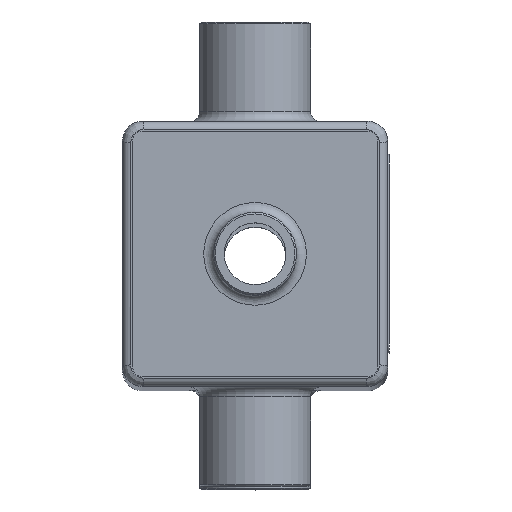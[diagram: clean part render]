
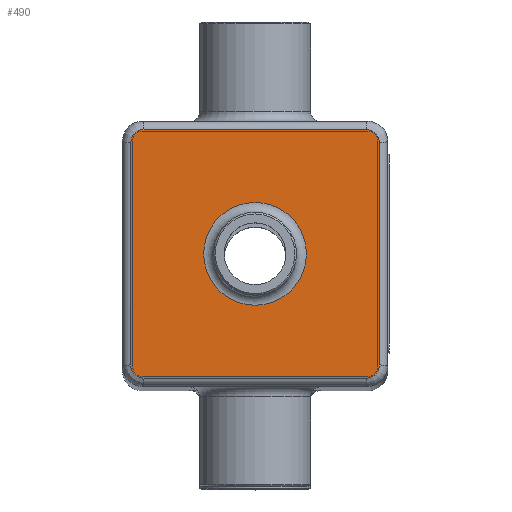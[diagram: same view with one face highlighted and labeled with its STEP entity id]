
A CAD part, top view. The second image highlights one B-rep face of the part: STEP entity #490.
In plain terms, the highlighted planar face has unit normal (0, 0, 1).
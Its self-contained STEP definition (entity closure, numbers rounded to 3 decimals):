
#490=ADVANCED_FACE('',(#4545,#4547),#4549,.T.);
#4545=FACE_BOUND('',#4546,.T.);
#4546=EDGE_LOOP('',(#8096,#8097,#8098,#8099,#8100,#8101,#8102,#8103));
#4547=FACE_BOUND('',#4548,.T.);
#4548=EDGE_LOOP('',(#8104));
#4549=PLANE('',#4550);
#4550=AXIS2_PLACEMENT_3D('',#4551,#4552,#4553);
#4551=CARTESIAN_POINT('',(0.,0.,742.));
#4552=DIRECTION('',(0.,0.,1.));
#4553=DIRECTION('',(1.,0.,0.));
#8096=ORIENTED_EDGE('',*,*,#9890,.F.);
#8097=ORIENTED_EDGE('',*,*,#9937,.F.);
#8098=ORIENTED_EDGE('',*,*,#9923,.F.);
#8099=ORIENTED_EDGE('',*,*,#9921,.F.);
#8100=ORIENTED_EDGE('',*,*,#9919,.F.);
#8101=ORIENTED_EDGE('',*,*,#9917,.F.);
#8102=ORIENTED_EDGE('',*,*,#9911,.F.);
#8103=ORIENTED_EDGE('',*,*,#9909,.F.);
#8104=ORIENTED_EDGE('',*,*,#9946,.F.);
#9890=EDGE_CURVE('',#10927,#10928,#10929,.F.);
#9909=EDGE_CURVE('',#10928,#10956,#10957,.F.);
#9911=EDGE_CURVE('',#10956,#10959,#10960,.F.);
#9917=EDGE_CURVE('',#10959,#10970,#10971,.F.);
#9919=EDGE_CURVE('',#10970,#10973,#10974,.F.);
#9921=EDGE_CURVE('',#10973,#10976,#10977,.F.);
#9923=EDGE_CURVE('',#10976,#10979,#10980,.F.);
#9937=EDGE_CURVE('',#10979,#10927,#11006,.F.);
#9946=EDGE_CURVE('',#11023,#11023,#11024,.T.);
#10927=VERTEX_POINT('',#13101);
#10928=VERTEX_POINT('',#13102);
#10929=LINE('',#13103,#13104);
#10956=VERTEX_POINT('',#13194);
#10957=B_SPLINE_CURVE_WITH_KNOTS('',3,
(#13195,#13196,#13197,#13198,#13199,#13200,#13201,#13202,#13203,#13204,#13205,#13206,
#13207,#13208,#13209,#13210,#13211,#13212,#13213,#13214),
.UNSPECIFIED.,.F.,.F.,
(4,1,1,1,1,1,1,1,1,1,1,1,1,1,1,1,1,4),
(0.,0.032,0.063,0.094,0.136,0.192,
0.266,0.35,0.438,0.522,0.596,
0.664,0.729,0.796,0.857,0.91,
0.956,1.),
.UNSPECIFIED.);
#10959=VERTEX_POINT('',#13229);
#10960=LINE('',#13230,#13231);
#10970=VERTEX_POINT('',#13267);
#10971=B_SPLINE_CURVE_WITH_KNOTS('',3,
(#13268,#13269,#13270,#13271,#13272,#13273,#13274,#13275,#13276,#13277,#13278,#13279,
#13280,#13281,#13282,#13283,#13284,#13285,#13286,#13287),
.UNSPECIFIED.,.F.,.F.,
(4,1,1,1,1,1,1,1,1,1,1,1,1,1,1,1,1,4),
(0.,0.032,0.063,0.094,0.136,0.192,
0.266,0.35,0.438,0.522,0.596,
0.664,0.729,0.796,0.857,0.91,
0.956,1.),
.UNSPECIFIED.);
#10973=VERTEX_POINT('',#13302);
#10974=LINE('',#13303,#13304);
#10976=VERTEX_POINT('',#13320);
#10977=B_SPLINE_CURVE_WITH_KNOTS('',3,
(#13321,#13322,#13323,#13324,#13325,#13326,#13327,#13328,#13329,#13330,#13331,#13332,
#13333,#13334,#13335,#13336,#13337,#13338,#13339,#13340),
.UNSPECIFIED.,.F.,.F.,
(4,1,1,1,1,1,1,1,1,1,1,1,1,1,1,1,1,4),
(0.,0.032,0.073,0.125,0.186,0.246,
0.308,0.378,0.458,0.548,0.64,
0.725,0.795,0.853,0.899,0.938,
0.971,1.),
.UNSPECIFIED.);
#10979=VERTEX_POINT('',#13355);
#10980=LINE('',#13356,#13357);
#11006=B_SPLINE_CURVE_WITH_KNOTS('',3,
(#13433,#13434,#13435,#13436,#13437,#13438,#13439,#13440,#13441,#13442,#13443,#13444,
#13445,#13446,#13447,#13448,#13449,#13450,#13451,#13452),
.UNSPECIFIED.,.F.,.F.,
(4,1,1,1,1,1,1,1,1,1,1,1,1,1,1,1,1,4),
(0.,0.032,0.063,0.094,0.136,0.192,
0.266,0.35,0.438,0.522,0.596,
0.664,0.729,0.796,0.857,0.91,
0.956,1.),
.UNSPECIFIED.);
#11023=VERTEX_POINT('',#13489);
#11024=CIRCLE('',#13490,15.5);
#13101=CARTESIAN_POINT('',(37.5,33.501,742.));
#13102=CARTESIAN_POINT('',(37.5,-33.5,742.));
#13103=CARTESIAN_POINT('',(37.5,-33.5,742.));
#13104=VECTOR('',#13105,1.);
#13105=DIRECTION('',(0.,1.,0.));
#13194=CARTESIAN_POINT('',(33.501,-37.5,742.));
#13195=CARTESIAN_POINT('',(33.501,-37.5,742.));
#13196=CARTESIAN_POINT('',(33.568,-37.5,742.));
#13197=CARTESIAN_POINT('',(33.7,-37.497,742.));
#13198=CARTESIAN_POINT('',(33.897,-37.482,742.));
#13199=CARTESIAN_POINT('',(34.113,-37.455,742.));
#13200=CARTESIAN_POINT('',(34.378,-37.406,742.));
#13201=CARTESIAN_POINT('',(34.726,-37.315,742.));
#13202=CARTESIAN_POINT('',(35.147,-37.156,742.));
#13203=CARTESIAN_POINT('',(35.605,-36.916,742.));
#13204=CARTESIAN_POINT('',(36.043,-36.603,742.));
#13205=CARTESIAN_POINT('',(36.418,-36.251,742.));
#13206=CARTESIAN_POINT('',(36.721,-35.886,742.));
#13207=CARTESIAN_POINT('',(36.959,-35.524,742.));
#13208=CARTESIAN_POINT('',(37.151,-35.151,742.));
#13209=CARTESIAN_POINT('',(37.299,-34.774,742.));
#13210=CARTESIAN_POINT('',(37.401,-34.409,742.));
#13211=CARTESIAN_POINT('',(37.462,-34.08,742.));
#13212=CARTESIAN_POINT('',(37.493,-33.781,742.));
#13213=CARTESIAN_POINT('',(37.5,-33.593,742.));
#13214=CARTESIAN_POINT('',(37.5,-33.5,742.));
#13229=CARTESIAN_POINT('',(-33.5,-37.5,742.));
#13230=CARTESIAN_POINT('',(-33.5,-37.5,742.));
#13231=VECTOR('',#13232,1.);
#13232=DIRECTION('',(1.,0.,0.));
#13267=CARTESIAN_POINT('',(-37.5,-33.501,742.));
#13268=CARTESIAN_POINT('',(-37.5,-33.501,742.));
#13269=CARTESIAN_POINT('',(-37.5,-33.568,742.));
#13270=CARTESIAN_POINT('',(-37.497,-33.7,742.));
#13271=CARTESIAN_POINT('',(-37.482,-33.897,742.));
#13272=CARTESIAN_POINT('',(-37.455,-34.113,742.));
#13273=CARTESIAN_POINT('',(-37.406,-34.378,742.));
#13274=CARTESIAN_POINT('',(-37.315,-34.726,742.));
#13275=CARTESIAN_POINT('',(-37.156,-35.147,742.));
#13276=CARTESIAN_POINT('',(-36.916,-35.605,742.));
#13277=CARTESIAN_POINT('',(-36.603,-36.043,742.));
#13278=CARTESIAN_POINT('',(-36.251,-36.418,742.));
#13279=CARTESIAN_POINT('',(-35.886,-36.721,742.));
#13280=CARTESIAN_POINT('',(-35.524,-36.959,742.));
#13281=CARTESIAN_POINT('',(-35.151,-37.151,742.));
#13282=CARTESIAN_POINT('',(-34.774,-37.299,742.));
#13283=CARTESIAN_POINT('',(-34.409,-37.401,742.));
#13284=CARTESIAN_POINT('',(-34.08,-37.462,742.));
#13285=CARTESIAN_POINT('',(-33.781,-37.493,742.));
#13286=CARTESIAN_POINT('',(-33.593,-37.5,742.));
#13287=CARTESIAN_POINT('',(-33.5,-37.5,742.));
#13302=CARTESIAN_POINT('',(-37.5,33.5,742.));
#13303=CARTESIAN_POINT('',(-37.5,33.5,742.));
#13304=VECTOR('',#13305,1.);
#13305=DIRECTION('',(0.,-1.,0.));
#13320=CARTESIAN_POINT('',(-33.501,37.5,742.));
#13321=CARTESIAN_POINT('',(-33.501,37.5,742.));
#13322=CARTESIAN_POINT('',(-33.567,37.5,742.));
#13323=CARTESIAN_POINT('',(-33.721,37.496,742.));
#13324=CARTESIAN_POINT('',(-33.981,37.475,742.));
#13325=CARTESIAN_POINT('',(-34.301,37.424,742.));
#13326=CARTESIAN_POINT('',(-34.653,37.337,742.));
#13327=CARTESIAN_POINT('',(-35.016,37.208,742.));
#13328=CARTESIAN_POINT('',(-35.38,37.039,742.));
#13329=CARTESIAN_POINT('',(-35.762,36.81,742.));
#13330=CARTESIAN_POINT('',(-36.161,36.503,742.));
#13331=CARTESIAN_POINT('',(-36.548,36.111,742.));
#13332=CARTESIAN_POINT('',(-36.882,35.66,742.));
#13333=CARTESIAN_POINT('',(-37.13,35.205,742.));
#13334=CARTESIAN_POINT('',(-37.293,34.79,742.));
#13335=CARTESIAN_POINT('',(-37.392,34.44,742.));
#13336=CARTESIAN_POINT('',(-37.45,34.148,742.));
#13337=CARTESIAN_POINT('',(-37.482,33.903,742.));
#13338=CARTESIAN_POINT('',(-37.497,33.692,742.));
#13339=CARTESIAN_POINT('',(-37.5,33.562,742.));
#13340=CARTESIAN_POINT('',(-37.5,33.5,742.));
#13355=CARTESIAN_POINT('',(33.5,37.5,742.));
#13356=CARTESIAN_POINT('',(33.5,37.5,742.));
#13357=VECTOR('',#13358,1.);
#13358=DIRECTION('',(-1.,0.,0.));
#13433=CARTESIAN_POINT('',(37.5,33.501,742.));
#13434=CARTESIAN_POINT('',(37.5,33.568,742.));
#13435=CARTESIAN_POINT('',(37.497,33.7,742.));
#13436=CARTESIAN_POINT('',(37.482,33.897,742.));
#13437=CARTESIAN_POINT('',(37.455,34.113,742.));
#13438=CARTESIAN_POINT('',(37.406,34.378,742.));
#13439=CARTESIAN_POINT('',(37.315,34.726,742.));
#13440=CARTESIAN_POINT('',(37.156,35.147,742.));
#13441=CARTESIAN_POINT('',(36.916,35.605,742.));
#13442=CARTESIAN_POINT('',(36.603,36.043,742.));
#13443=CARTESIAN_POINT('',(36.251,36.418,742.));
#13444=CARTESIAN_POINT('',(35.886,36.721,742.));
#13445=CARTESIAN_POINT('',(35.524,36.959,742.));
#13446=CARTESIAN_POINT('',(35.151,37.151,742.));
#13447=CARTESIAN_POINT('',(34.774,37.299,742.));
#13448=CARTESIAN_POINT('',(34.409,37.401,742.));
#13449=CARTESIAN_POINT('',(34.08,37.462,742.));
#13450=CARTESIAN_POINT('',(33.781,37.493,742.));
#13451=CARTESIAN_POINT('',(33.593,37.5,742.));
#13452=CARTESIAN_POINT('',(33.5,37.5,742.));
#13489=CARTESIAN_POINT('',(0.,-15.5,742.));
#13490=AXIS2_PLACEMENT_3D('',#13491,#13492,#13493);
#13491=CARTESIAN_POINT('',(0.,0.,742.));
#13492=DIRECTION('',(0.,0.,1.));
#13493=DIRECTION('',(0.,-1.,0.));
